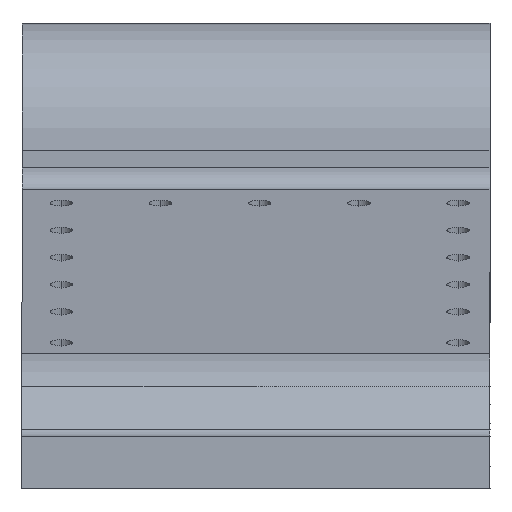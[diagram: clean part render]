
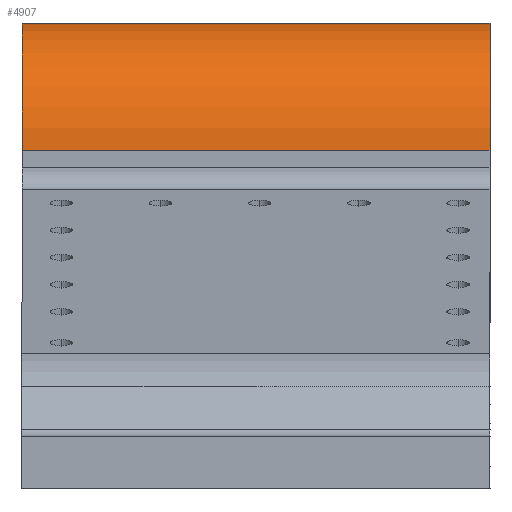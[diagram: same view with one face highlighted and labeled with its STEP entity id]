
A CAD part, left-side view. The second image highlights one B-rep face of the part: STEP entity #4907.
In plain terms, the highlighted cylindrical face has radius 17 mm (diameter 34 mm), a partial arc.
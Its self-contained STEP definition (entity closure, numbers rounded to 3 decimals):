
#1802 = PLANE('',#1803);
#1803 = AXIS2_PLACEMENT_3D('',#1804,#1805,#1806);
#1804 = CARTESIAN_POINT('',(101.763,62.5,51.588));
#1805 = DIRECTION('',(0.,0.,-1.));
#1806 = DIRECTION('',(-1.,0.,0.));
#2651 = PLANE('',#2652);
#2652 = AXIS2_PLACEMENT_3D('',#2653,#2654,#2655);
#2653 = CARTESIAN_POINT('',(101.763,62.5,34.588));
#2654 = DIRECTION('',(0.,1.,0.));
#2655 = DIRECTION('',(0.,0.,1.));
#2710 = PLANE('',#2711);
#2711 = AXIS2_PLACEMENT_3D('',#2712,#2713,#2714);
#2712 = CARTESIAN_POINT('',(101.763,0.,34.588));
#2713 = DIRECTION('',(0.,1.,0.));
#2714 = DIRECTION('',(0.,0.,1.));
#4794 = PLANE('',#4795);
#4795 = AXIS2_PLACEMENT_3D('',#4796,#4797,#4798);
#4796 = CARTESIAN_POINT('',(84.763,62.5,32.261));
#4797 = DIRECTION('',(1.,0.,0.));
#4798 = DIRECTION('',(0.,0.,-1.));
#4836 = VERTEX_POINT('',#4837);
#4837 = CARTESIAN_POINT('',(84.763,0.,34.588));
#4858 = EDGE_CURVE('',#4859,#4836,#4861,.T.);
#4859 = VERTEX_POINT('',#4860);
#4860 = CARTESIAN_POINT('',(84.763,62.5,34.588));
#4861 = SURFACE_CURVE('',#4862,(#4866,#4873),.PCURVE_S1.);
#4862 = LINE('',#4863,#4864);
#4863 = CARTESIAN_POINT('',(84.763,62.5,34.588));
#4864 = VECTOR('',#4865,1.);
#4865 = DIRECTION('',(-0.,-1.,-0.));
#4866 = PCURVE('',#4794,#4867);
#4867 = DEFINITIONAL_REPRESENTATION('',(#4868),#4872);
#4868 = LINE('',#4869,#4870);
#4869 = CARTESIAN_POINT('',(-2.327,0.));
#4870 = VECTOR('',#4871,1.);
#4871 = DIRECTION('',(0.,-1.));
#4872 = ( GEOMETRIC_REPRESENTATION_CONTEXT(2) 
PARAMETRIC_REPRESENTATION_CONTEXT() REPRESENTATION_CONTEXT('2D SPACE',''
  ) );
#4873 = PCURVE('',#4874,#4879);
#4874 = CYLINDRICAL_SURFACE('',#4875,17.);
#4875 = AXIS2_PLACEMENT_3D('',#4876,#4877,#4878);
#4876 = CARTESIAN_POINT('',(101.763,62.5,34.588));
#4877 = DIRECTION('',(-0.,-1.,-0.));
#4878 = DIRECTION('',(0.,0.,-1.));
#4879 = DEFINITIONAL_REPRESENTATION('',(#4880),#4884);
#4880 = LINE('',#4881,#4882);
#4881 = CARTESIAN_POINT('',(4.712,0.));
#4882 = VECTOR('',#4883,1.);
#4883 = DIRECTION('',(0.,1.));
#4884 = ( GEOMETRIC_REPRESENTATION_CONTEXT(2) 
PARAMETRIC_REPRESENTATION_CONTEXT() REPRESENTATION_CONTEXT('2D SPACE',''
  ) );
#4907 = ADVANCED_FACE('',(#4908),#4874,.T.);
#4908 = FACE_BOUND('',#4909,.T.);
#4909 = EDGE_LOOP('',(#4910,#4934,#4957,#4979));
#4910 = ORIENTED_EDGE('',*,*,#4911,.T.);
#4911 = EDGE_CURVE('',#4836,#4912,#4914,.T.);
#4912 = VERTEX_POINT('',#4913);
#4913 = CARTESIAN_POINT('',(101.763,0.,51.588));
#4914 = SURFACE_CURVE('',#4915,(#4920,#4927),.PCURVE_S1.);
#4915 = CIRCLE('',#4916,17.);
#4916 = AXIS2_PLACEMENT_3D('',#4917,#4918,#4919);
#4917 = CARTESIAN_POINT('',(101.763,0.,34.588));
#4918 = DIRECTION('',(0.,1.,0.));
#4919 = DIRECTION('',(0.,0.,1.));
#4920 = PCURVE('',#4874,#4921);
#4921 = DEFINITIONAL_REPRESENTATION('',(#4922),#4926);
#4922 = LINE('',#4923,#4924);
#4923 = CARTESIAN_POINT('',(9.425,62.5));
#4924 = VECTOR('',#4925,1.);
#4925 = DIRECTION('',(-1.,0.));
#4926 = ( GEOMETRIC_REPRESENTATION_CONTEXT(2) 
PARAMETRIC_REPRESENTATION_CONTEXT() REPRESENTATION_CONTEXT('2D SPACE',''
  ) );
#4927 = PCURVE('',#2710,#4928);
#4928 = DEFINITIONAL_REPRESENTATION('',(#4929),#4933);
#4929 = CIRCLE('',#4930,17.);
#4930 = AXIS2_PLACEMENT_2D('',#4931,#4932);
#4931 = CARTESIAN_POINT('',(0.,0.));
#4932 = DIRECTION('',(1.,0.));
#4933 = ( GEOMETRIC_REPRESENTATION_CONTEXT(2) 
PARAMETRIC_REPRESENTATION_CONTEXT() REPRESENTATION_CONTEXT('2D SPACE',''
  ) );
#4934 = ORIENTED_EDGE('',*,*,#4935,.F.);
#4935 = EDGE_CURVE('',#4936,#4912,#4938,.T.);
#4936 = VERTEX_POINT('',#4937);
#4937 = CARTESIAN_POINT('',(101.763,62.5,51.588));
#4938 = SURFACE_CURVE('',#4939,(#4943,#4950),.PCURVE_S1.);
#4939 = LINE('',#4940,#4941);
#4940 = CARTESIAN_POINT('',(101.763,62.5,51.588));
#4941 = VECTOR('',#4942,1.);
#4942 = DIRECTION('',(-0.,-1.,-0.));
#4943 = PCURVE('',#4874,#4944);
#4944 = DEFINITIONAL_REPRESENTATION('',(#4945),#4949);
#4945 = LINE('',#4946,#4947);
#4946 = CARTESIAN_POINT('',(3.142,0.));
#4947 = VECTOR('',#4948,1.);
#4948 = DIRECTION('',(0.,1.));
#4949 = ( GEOMETRIC_REPRESENTATION_CONTEXT(2) 
PARAMETRIC_REPRESENTATION_CONTEXT() REPRESENTATION_CONTEXT('2D SPACE',''
  ) );
#4950 = PCURVE('',#1802,#4951);
#4951 = DEFINITIONAL_REPRESENTATION('',(#4952),#4956);
#4952 = LINE('',#4953,#4954);
#4953 = CARTESIAN_POINT('',(0.,0.));
#4954 = VECTOR('',#4955,1.);
#4955 = DIRECTION('',(0.,-1.));
#4956 = ( GEOMETRIC_REPRESENTATION_CONTEXT(2) 
PARAMETRIC_REPRESENTATION_CONTEXT() REPRESENTATION_CONTEXT('2D SPACE',''
  ) );
#4957 = ORIENTED_EDGE('',*,*,#4958,.F.);
#4958 = EDGE_CURVE('',#4859,#4936,#4959,.T.);
#4959 = SURFACE_CURVE('',#4960,(#4965,#4972),.PCURVE_S1.);
#4960 = CIRCLE('',#4961,17.);
#4961 = AXIS2_PLACEMENT_3D('',#4962,#4963,#4964);
#4962 = CARTESIAN_POINT('',(101.763,62.5,34.588));
#4963 = DIRECTION('',(0.,1.,0.));
#4964 = DIRECTION('',(0.,0.,1.));
#4965 = PCURVE('',#4874,#4966);
#4966 = DEFINITIONAL_REPRESENTATION('',(#4967),#4971);
#4967 = LINE('',#4968,#4969);
#4968 = CARTESIAN_POINT('',(9.425,0.));
#4969 = VECTOR('',#4970,1.);
#4970 = DIRECTION('',(-1.,0.));
#4971 = ( GEOMETRIC_REPRESENTATION_CONTEXT(2) 
PARAMETRIC_REPRESENTATION_CONTEXT() REPRESENTATION_CONTEXT('2D SPACE',''
  ) );
#4972 = PCURVE('',#2651,#4973);
#4973 = DEFINITIONAL_REPRESENTATION('',(#4974),#4978);
#4974 = CIRCLE('',#4975,17.);
#4975 = AXIS2_PLACEMENT_2D('',#4976,#4977);
#4976 = CARTESIAN_POINT('',(0.,0.));
#4977 = DIRECTION('',(1.,0.));
#4978 = ( GEOMETRIC_REPRESENTATION_CONTEXT(2) 
PARAMETRIC_REPRESENTATION_CONTEXT() REPRESENTATION_CONTEXT('2D SPACE',''
  ) );
#4979 = ORIENTED_EDGE('',*,*,#4858,.T.);
